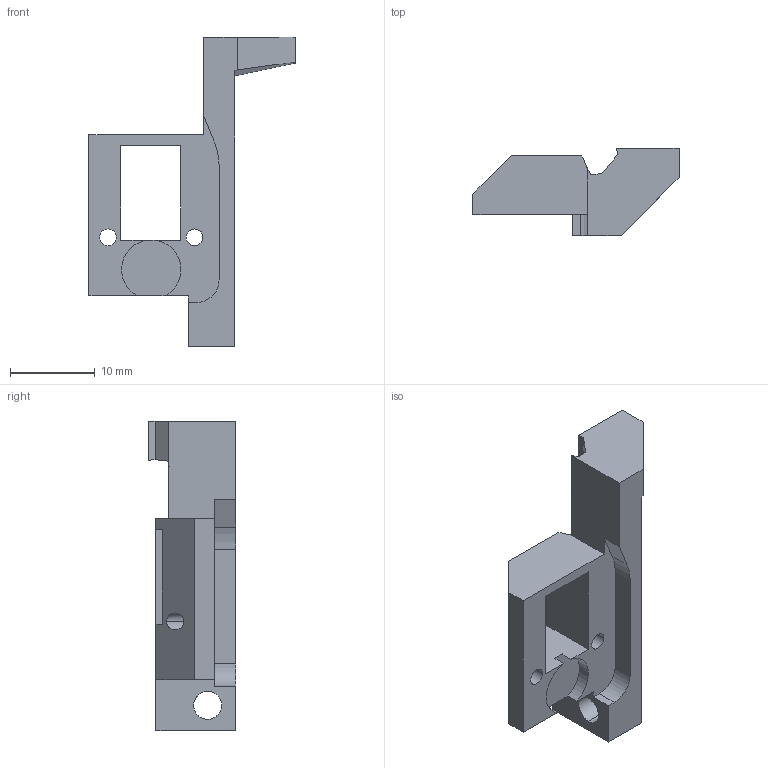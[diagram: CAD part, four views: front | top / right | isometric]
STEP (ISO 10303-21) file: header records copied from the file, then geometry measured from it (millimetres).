
FILE_DESCRIPTION (( 'STEP AP214' ), '1' );
FILE_NAME ('euclid mount.STEP', '2022-02-26T09:30:14', ( '' ), ( '' ), 'SwSTEP 2.0', 'SolidWorks 2022', '' );
FILE_SCHEMA (( 'AUTOMOTIVE_DESIGN' ));
Length unit declared in the file: millimetre
Products named in the file (1): euclid mount
Bounding box: 24.3 x 10.3 x 36.5 mm (x, y, z)
Volume: 1694.4 mm3; surface area: 1869.1 mm2
Topology: 1 solids, 1 shells, 51 faces, 155 edges, 103 vertices
Faces by surface type: plane 39, cylinder 12
Entity records: 1771 total; most frequent: CARTESIAN_POINT 340, ORIENTED_EDGE 310, DIRECTION 269, EDGE_CURVE 155, LINE 125, VECTOR 125, VERTEX_POINT 103, AXIS2_PLACEMENT_3D 72
